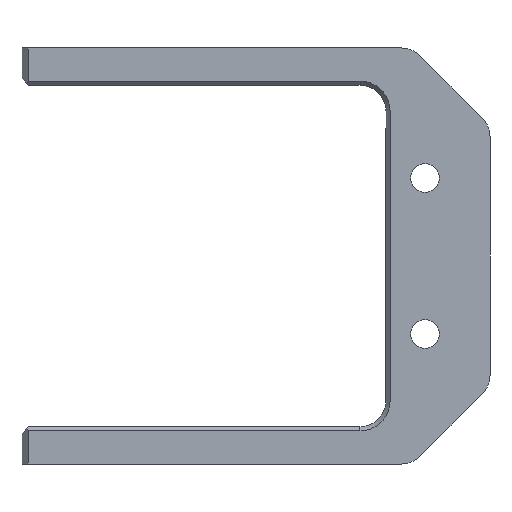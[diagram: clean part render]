
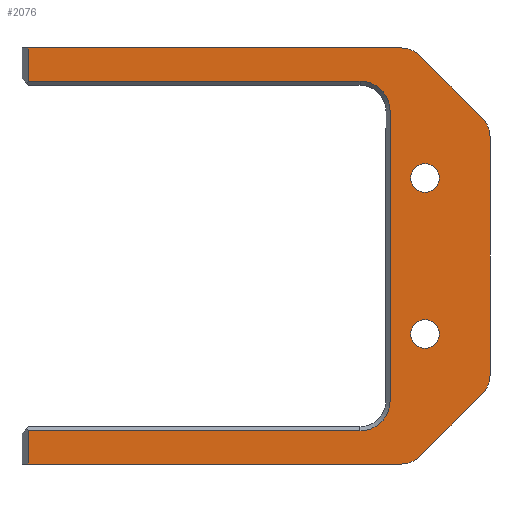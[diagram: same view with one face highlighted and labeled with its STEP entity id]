
A CAD part, front view. The second image highlights one B-rep face of the part: STEP entity #2076.
In plain terms, the highlighted planar face has unit normal (0, -1, 0).
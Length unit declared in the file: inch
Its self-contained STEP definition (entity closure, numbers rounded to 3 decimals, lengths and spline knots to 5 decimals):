
#19=FACE_BOUND('',#314,.T.);
#20=FACE_BOUND('',#315,.T.);
#102=PLANE('',#2238);
#206=FACE_OUTER_BOUND('',#313,.T.);
#313=EDGE_LOOP('',(#1920,#1921,#1922,#1923,#1924,#1925,#1926,#1927,#1928,
#1929,#1930,#1931,#1932,#1933,#1934,#1935));
#314=EDGE_LOOP('',(#1936));
#315=EDGE_LOOP('',(#1937));
#371=LINE('',#2970,#628);
#374=LINE('',#2977,#631);
#380=LINE('',#2991,#637);
#384=LINE('',#3004,#641);
#453=LINE('',#3146,#710);
#457=LINE('',#3153,#714);
#458=LINE('',#3156,#715);
#520=LINE('',#3281,#777);
#573=LINE('',#3391,#830);
#575=LINE('',#3397,#832);
#628=VECTOR('',#2401,0.3937);
#631=VECTOR('',#2406,0.3937);
#637=VECTOR('',#2420,0.3937);
#641=VECTOR('',#2432,0.3937);
#710=VECTOR('',#2521,0.3937);
#714=VECTOR('',#2527,0.3937);
#715=VECTOR('',#2530,0.3937);
#777=VECTOR('',#2606,0.3937);
#830=VECTOR('',#2769,0.3937);
#832=VECTOR('',#2775,0.3937);
#836=CIRCLE('',#2106,0.069);
#838=CIRCLE('',#2109,0.069);
#862=CIRCLE('',#2158,0.14469);
#864=CIRCLE('',#2162,0.14469);
#869=CIRCLE('',#2236,0.125);
#870=CIRCLE('',#2239,0.125);
#871=CIRCLE('',#2240,0.125);
#872=CIRCLE('',#2241,0.125);
#874=VERTEX_POINT('',#2796);
#876=VERTEX_POINT('',#2802);
#927=VERTEX_POINT('',#2967);
#928=VERTEX_POINT('',#2969);
#930=VERTEX_POINT('',#2974);
#931=VERTEX_POINT('',#2976);
#934=VERTEX_POINT('',#2984);
#935=VERTEX_POINT('',#2989);
#936=VERTEX_POINT('',#2993);
#940=VERTEX_POINT('',#3003);
#1003=VERTEX_POINT('',#3145);
#1005=VERTEX_POINT('',#3151);
#1006=VERTEX_POINT('',#3155);
#1062=VERTEX_POINT('',#3279);
#1063=VERTEX_POINT('',#3386);
#1064=VERTEX_POINT('',#3390);
#1065=VERTEX_POINT('',#3394);
#1066=VERTEX_POINT('',#3396);
#1069=EDGE_CURVE('',#874,#874,#836,.T.);
#1072=EDGE_CURVE('',#876,#876,#838,.T.);
#1145=EDGE_CURVE('',#927,#928,#371,.T.);
#1148=EDGE_CURVE('',#930,#931,#374,.T.);
#1154=EDGE_CURVE('',#931,#934,#862,.T.);
#1156=EDGE_CURVE('',#934,#935,#380,.T.);
#1159=EDGE_CURVE('',#935,#936,#864,.T.);
#1162=EDGE_CURVE('',#936,#940,#384,.T.);
#1233=EDGE_CURVE('',#940,#1003,#453,.T.);
#1237=EDGE_CURVE('',#1005,#930,#457,.T.);
#1238=EDGE_CURVE('',#1003,#1006,#458,.T.);
#1302=EDGE_CURVE('',#1062,#1005,#520,.T.);
#1354=EDGE_CURVE('',#1006,#1063,#869,.T.);
#1356=EDGE_CURVE('',#1063,#1064,#573,.T.);
#1358=EDGE_CURVE('',#1065,#1062,#870,.T.);
#1359=EDGE_CURVE('',#1066,#1065,#575,.T.);
#1360=EDGE_CURVE('',#928,#1066,#871,.T.);
#1361=EDGE_CURVE('',#1064,#927,#872,.T.);
#1920=ORIENTED_EDGE('',*,*,#1148,.F.);
#1921=ORIENTED_EDGE('',*,*,#1237,.F.);
#1922=ORIENTED_EDGE('',*,*,#1302,.F.);
#1923=ORIENTED_EDGE('',*,*,#1358,.F.);
#1924=ORIENTED_EDGE('',*,*,#1359,.F.);
#1925=ORIENTED_EDGE('',*,*,#1360,.F.);
#1926=ORIENTED_EDGE('',*,*,#1145,.F.);
#1927=ORIENTED_EDGE('',*,*,#1361,.F.);
#1928=ORIENTED_EDGE('',*,*,#1356,.F.);
#1929=ORIENTED_EDGE('',*,*,#1354,.F.);
#1930=ORIENTED_EDGE('',*,*,#1238,.F.);
#1931=ORIENTED_EDGE('',*,*,#1233,.F.);
#1932=ORIENTED_EDGE('',*,*,#1162,.F.);
#1933=ORIENTED_EDGE('',*,*,#1159,.F.);
#1934=ORIENTED_EDGE('',*,*,#1156,.F.);
#1935=ORIENTED_EDGE('',*,*,#1154,.F.);
#1936=ORIENTED_EDGE('',*,*,#1069,.T.);
#1937=ORIENTED_EDGE('',*,*,#1072,.T.);
#2076=ADVANCED_FACE('',(#206,#19,#20),#102,.F.);
#2106=AXIS2_PLACEMENT_3D('',#2798,#2254,#2255);
#2109=AXIS2_PLACEMENT_3D('',#2804,#2261,#2262);
#2158=AXIS2_PLACEMENT_3D('',#2987,#2415,#2416);
#2162=AXIS2_PLACEMENT_3D('',#2997,#2426,#2427);
#2236=AXIS2_PLACEMENT_3D('',#3387,#2764,#2765);
#2238=AXIS2_PLACEMENT_3D('',#3393,#2771,#2772);
#2239=AXIS2_PLACEMENT_3D('',#3395,#2773,#2774);
#2240=AXIS2_PLACEMENT_3D('',#3398,#2776,#2777);
#2241=AXIS2_PLACEMENT_3D('',#3399,#2778,#2779);
#2254=DIRECTION('center_axis',(0.,1.,0.));
#2255=DIRECTION('ref_axis',(1.,0.,0.));
#2261=DIRECTION('center_axis',(0.,1.,0.));
#2262=DIRECTION('ref_axis',(1.,0.,0.));
#2401=DIRECTION('',(0.,0.,-1.));
#2406=DIRECTION('',(1.,0.,0.));
#2415=DIRECTION('center_axis',(0.,-1.,0.));
#2416=DIRECTION('ref_axis',(0.707,0.,-0.707));
#2420=DIRECTION('',(0.,0.,1.));
#2426=DIRECTION('center_axis',(0.,-1.,0.));
#2427=DIRECTION('ref_axis',(0.707,0.,0.707));
#2432=DIRECTION('',(-1.,0.,0.));
#2521=DIRECTION('',(0.,0.,1.));
#2527=DIRECTION('',(0.,0.,1.));
#2530=DIRECTION('',(1.,0.,0.));
#2606=DIRECTION('',(-1.,0.,0.));
#2764=DIRECTION('center_axis',(0.,1.,0.));
#2765=DIRECTION('ref_axis',(0.383,0.,0.924));
#2769=DIRECTION('',(0.707,0.,-0.707));
#2771=DIRECTION('center_axis',(0.,1.,0.));
#2772=DIRECTION('ref_axis',(0.,0.,1.));
#2773=DIRECTION('center_axis',(0.,1.,0.));
#2774=DIRECTION('ref_axis',(0.383,0.,-0.924));
#2775=DIRECTION('',(-0.707,0.,-0.707));
#2776=DIRECTION('center_axis',(0.,1.,0.));
#2777=DIRECTION('ref_axis',(0.924,0.,-0.383));
#2778=DIRECTION('center_axis',(0.,1.,0.));
#2779=DIRECTION('ref_axis',(0.924,0.,0.383));
#2796=CARTESIAN_POINT('',(0.9935,0.,-0.375));
#2798=CARTESIAN_POINT('Origin',(1.0625,0.,-0.375));
#2802=CARTESIAN_POINT('',(0.9935,0.,0.375));
#2804=CARTESIAN_POINT('Origin',(1.0625,0.,0.375));
#2967=CARTESIAN_POINT('',(1.375,0.,0.57322));
#2969=CARTESIAN_POINT('',(1.375,0.,-0.57322));
#2970=CARTESIAN_POINT('',(1.375,0.,1.));
#2974=CARTESIAN_POINT('',(-0.84375,0.,-0.84055));
#2976=CARTESIAN_POINT('',(0.75,0.,-0.84055));
#2977=CARTESIAN_POINT('',(-0.3125,0.,-0.84055));
#2984=CARTESIAN_POINT('',(0.89469,0.,-0.69587));
#2987=CARTESIAN_POINT('Origin',(0.75,0.,-0.69587));
#2989=CARTESIAN_POINT('',(0.89469,0.,0.69587));
#2991=CARTESIAN_POINT('',(0.89469,0.,-0.41043));
#2993=CARTESIAN_POINT('',(0.75,0.,0.84055));
#2997=CARTESIAN_POINT('Origin',(0.75,0.,0.69587));
#3003=CARTESIAN_POINT('',(-0.84375,0.,0.84055));
#3004=CARTESIAN_POINT('',(0.5625,0.,0.84055));
#3145=CARTESIAN_POINT('',(-0.84375,0.,1.));
#3146=CARTESIAN_POINT('',(-0.84375,0.,0.41043));
#3151=CARTESIAN_POINT('',(-0.84375,0.,-1.));
#3153=CARTESIAN_POINT('',(-0.84375,0.,-0.5));
#3155=CARTESIAN_POINT('',(0.94822,0.,1.));
#3156=CARTESIAN_POINT('',(-0.875,0.,1.));
#3279=CARTESIAN_POINT('',(0.94822,0.,-1.));
#3281=CARTESIAN_POINT('',(1.375,0.,-1.));
#3386=CARTESIAN_POINT('',(1.03661,0.,0.96339));
#3387=CARTESIAN_POINT('Origin',(0.94822,0.,0.875));
#3390=CARTESIAN_POINT('',(1.33839,0.,0.66161));
#3391=CARTESIAN_POINT('',(1.15625,0.,0.84375));
#3393=CARTESIAN_POINT('Origin',(0.25,0.,0.));
#3394=CARTESIAN_POINT('',(1.03661,0.,-0.96339));
#3395=CARTESIAN_POINT('Origin',(0.94822,0.,-0.875));
#3396=CARTESIAN_POINT('',(1.33839,0.,-0.66161));
#3397=CARTESIAN_POINT('',(1.15625,0.,-0.84375));
#3398=CARTESIAN_POINT('Origin',(1.25,0.,-0.57322));
#3399=CARTESIAN_POINT('Origin',(1.25,0.,0.57322));
